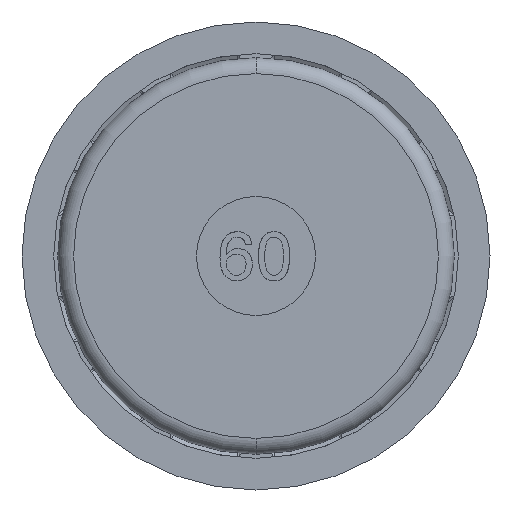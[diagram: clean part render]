
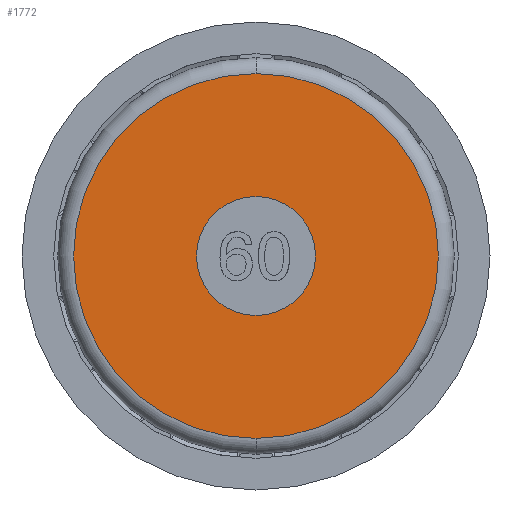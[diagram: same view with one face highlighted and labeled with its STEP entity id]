
A CAD part, front view. The second image highlights one B-rep face of the part: STEP entity #1772.
In plain terms, the highlighted planar face has unit normal (0, -1, 0).
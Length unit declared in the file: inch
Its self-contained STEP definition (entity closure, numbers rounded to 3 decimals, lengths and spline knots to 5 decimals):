
#90 = DIRECTION ( 'NONE',  ( 0., 0., 1. ) ) ;
#275 = DIRECTION ( 'NONE',  ( 0., 1., 0. ) ) ;
#350 = CIRCLE ( 'NONE', #2477, 0.29528 ) ;
#589 = VERTEX_POINT ( 'NONE', #7137 ) ;
#616 = DIRECTION ( 'NONE',  ( 0., 1., 0. ) ) ;
#1772 = ADVANCED_FACE ( 'NONE', ( #7993, #13574 ), #10860, .T. ) ;
#1863 = CARTESIAN_POINT ( 'NONE',  ( 1.88167, 0.56605, 1.56423 ) ) ;
#2138 = DIRECTION ( 'NONE',  ( 0., 1., 0. ) ) ;
#2477 = AXIS2_PLACEMENT_3D ( 'NONE', #7342, #616, #8473 ) ;
#2783 = CARTESIAN_POINT ( 'NONE',  ( 1.58639, 0.56605, 0.65871 ) ) ;
#3100 = VERTEX_POINT ( 'NONE', #11558 ) ;
#3877 = CIRCLE ( 'NONE', #4135, 0.90551 ) ;
#4135 = AXIS2_PLACEMENT_3D ( 'NONE', #7020, #275, #8143 ) ;
#4157 = DIRECTION ( 'NONE',  ( 0., -1., 0. ) ) ;
#5942 = CIRCLE ( 'NONE', #8736, 0.90551 ) ;
#6558 = AXIS2_PLACEMENT_3D ( 'NONE', #13506, #6828, #90 ) ;
#6828 = DIRECTION ( 'NONE',  ( 0., 1., 0. ) ) ;
#7020 = CARTESIAN_POINT ( 'NONE',  ( 1.58639, 0.56605, 1.56423 ) ) ;
#7137 = CARTESIAN_POINT ( 'NONE',  ( 1.58639, 0.56605, 1.26895 ) ) ;
#7211 = ORIENTED_EDGE ( 'NONE', *, *, #12109, .F. ) ;
#7342 = CARTESIAN_POINT ( 'NONE',  ( 1.58639, 0.56605, 1.56423 ) ) ;
#7993 = FACE_BOUND ( 'NONE', #13756, .T. ) ;
#8034 = EDGE_CURVE ( 'NONE', #3100, #589, #350, .T. ) ;
#8143 = DIRECTION ( 'NONE',  ( 0., 0., -1. ) ) ;
#8473 = DIRECTION ( 'NONE',  ( 0., 0., 1. ) ) ;
#8688 = VERTEX_POINT ( 'NONE', #13615 ) ;
#8736 = AXIS2_PLACEMENT_3D ( 'NONE', #8858, #2138, #9989 ) ;
#8752 = ORIENTED_EDGE ( 'NONE', *, *, #8034, .T. ) ;
#8858 = CARTESIAN_POINT ( 'NONE',  ( 1.58639, 0.56605, 1.56423 ) ) ;
#8989 = ORIENTED_EDGE ( 'NONE', *, *, #11220, .F. ) ;
#9989 = DIRECTION ( 'NONE',  ( 0., 0., -1. ) ) ;
#10376 = EDGE_CURVE ( 'NONE', #589, #3100, #12646, .T. ) ;
#10607 = ORIENTED_EDGE ( 'NONE', *, *, #10376, .T. ) ;
#10860 = PLANE ( 'NONE',  #13323 ) ;
#11190 = EDGE_LOOP ( 'NONE', ( #8989, #7211 ) ) ;
#11220 = EDGE_CURVE ( 'NONE', #13377, #8688, #5942, .T. ) ;
#11558 = CARTESIAN_POINT ( 'NONE',  ( 1.58639, 0.56605, 1.8595 ) ) ;
#12002 = DIRECTION ( 'NONE',  ( 0., 0., -1. ) ) ;
#12109 = EDGE_CURVE ( 'NONE', #8688, #13377, #3877, .T. ) ;
#12646 = CIRCLE ( 'NONE', #6558, 0.29528 ) ;
#13323 = AXIS2_PLACEMENT_3D ( 'NONE', #1863, #4157, #12002 ) ;
#13377 = VERTEX_POINT ( 'NONE', #2783 ) ;
#13506 = CARTESIAN_POINT ( 'NONE',  ( 1.58639, 0.56605, 1.56423 ) ) ;
#13574 = FACE_OUTER_BOUND ( 'NONE', #11190, .T. ) ;
#13615 = CARTESIAN_POINT ( 'NONE',  ( 1.58639, 0.56605, 2.46974 ) ) ;
#13756 = EDGE_LOOP ( 'NONE', ( #8752, #10607 ) ) ;
